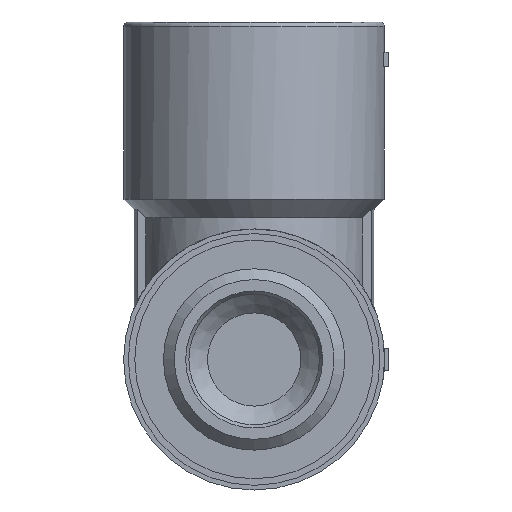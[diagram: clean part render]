
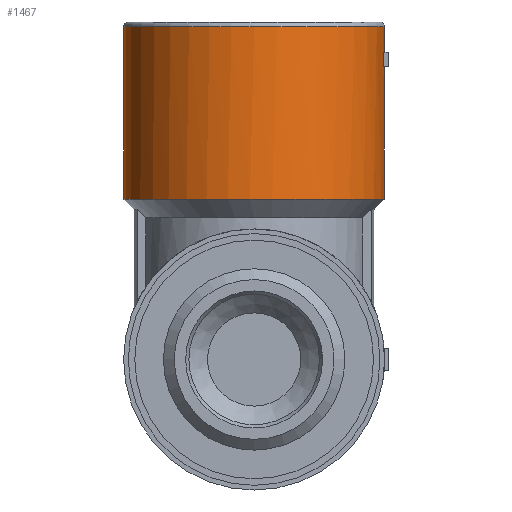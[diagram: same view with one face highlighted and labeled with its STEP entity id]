
A CAD part, front view. The second image highlights one B-rep face of the part: STEP entity #1467.
In plain terms, the highlighted cylindrical face has radius 7 mm (diameter 14 mm), a full revolution.
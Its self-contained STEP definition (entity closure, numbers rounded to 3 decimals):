
#134=LINE('',#2565,#222);
#135=LINE('',#2575,#223);
#136=LINE('',#2579,#224);
#137=LINE('',#2583,#225);
#222=VECTOR('',#1997,1000.);
#223=VECTOR('',#2006,1000.);
#224=VECTOR('',#2009,1000.);
#225=VECTOR('',#2012,1000.);
#270=ELLIPSE('',#1647,8.349,7.);
#271=ELLIPSE('',#1649,8.349,7.);
#546=ORIENTED_EDGE('',*,*,#731,.F.);
#547=ORIENTED_EDGE('',*,*,#838,.T.);
#548=ORIENTED_EDGE('',*,*,#839,.T.);
#549=ORIENTED_EDGE('',*,*,#840,.T.);
#550=ORIENTED_EDGE('',*,*,#841,.T.);
#551=ORIENTED_EDGE('',*,*,#842,.T.);
#552=ORIENTED_EDGE('',*,*,#843,.T.);
#553=ORIENTED_EDGE('',*,*,#844,.T.);
#554=ORIENTED_EDGE('',*,*,#845,.T.);
#555=ORIENTED_EDGE('',*,*,#846,.T.);
#556=ORIENTED_EDGE('',*,*,#847,.T.);
#557=ORIENTED_EDGE('',*,*,#848,.T.);
#558=ORIENTED_EDGE('',*,*,#837,.T.);
#731=EDGE_CURVE('',#927,#927,#1055,.T.);
#837=EDGE_CURVE('',#1003,#1003,#1107,.T.);
#838=EDGE_CURVE('',#1004,#1005,#1108,.T.);
#839=EDGE_CURVE('',#1005,#1006,#134,.T.);
#840=EDGE_CURVE('',#1006,#1007,#1109,.T.);
#841=EDGE_CURVE('',#1007,#1008,#270,.T.);
#842=EDGE_CURVE('',#1008,#1009,#1110,.T.);
#843=EDGE_CURVE('',#1009,#1010,#271,.T.);
#844=EDGE_CURVE('',#1010,#1011,#135,.T.);
#845=EDGE_CURVE('',#1011,#1012,#1111,.T.);
#846=EDGE_CURVE('',#1012,#1013,#136,.T.);
#847=EDGE_CURVE('',#1013,#1014,#1112,.T.);
#848=EDGE_CURVE('',#1014,#1004,#137,.F.);
#927=VERTEX_POINT('',#2265);
#1003=VERTEX_POINT('',#2560);
#1004=VERTEX_POINT('',#2563);
#1005=VERTEX_POINT('',#2564);
#1006=VERTEX_POINT('',#2566);
#1007=VERTEX_POINT('',#2568);
#1008=VERTEX_POINT('',#2570);
#1009=VERTEX_POINT('',#2572);
#1010=VERTEX_POINT('',#2574);
#1011=VERTEX_POINT('',#2576);
#1012=VERTEX_POINT('',#2578);
#1013=VERTEX_POINT('',#2580);
#1014=VERTEX_POINT('',#2582);
#1055=CIRCLE('',#1538,7.);
#1107=CIRCLE('',#1643,7.);
#1108=CIRCLE('',#1645,7.);
#1109=CIRCLE('',#1646,7.);
#1110=CIRCLE('',#1648,7.);
#1111=CIRCLE('',#1650,7.);
#1112=CIRCLE('',#1651,7.);
#1206=EDGE_LOOP('',(#546));
#1207=EDGE_LOOP('',(#547,#548,#549,#550,#551,#552,#553,#554,#555,#556,#557));
#1208=EDGE_LOOP('',(#558));
#1338=FACE_BOUND('',#1206,.T.);
#1339=FACE_BOUND('',#1207,.T.);
#1340=FACE_BOUND('',#1208,.T.);
#1402=CYLINDRICAL_SURFACE('',#1644,7.);
#1467=ADVANCED_FACE('',(#1338,#1339,#1340),#1402,.T.);
#1538=AXIS2_PLACEMENT_3D('',#2264,#1745,#1746);
#1643=AXIS2_PLACEMENT_3D('',#2559,#1991,#1992);
#1644=AXIS2_PLACEMENT_3D('',#2561,#1993,#1994);
#1645=AXIS2_PLACEMENT_3D('',#2562,#1995,#1996);
#1646=AXIS2_PLACEMENT_3D('',#2567,#1998,#1999);
#1647=AXIS2_PLACEMENT_3D('',#2569,#2000,#2001);
#1648=AXIS2_PLACEMENT_3D('',#2571,#2002,#2003);
#1649=AXIS2_PLACEMENT_3D('',#2573,#2004,#2005);
#1650=AXIS2_PLACEMENT_3D('',#2577,#2007,#2008);
#1651=AXIS2_PLACEMENT_3D('',#2581,#2010,#2011);
#1745=DIRECTION('',(0.,0.,-1.));
#1746=DIRECTION('',(-1.,0.,0.));
#1991=DIRECTION('',(0.,0.,-1.));
#1992=DIRECTION('',(-1.,0.,0.));
#1993=DIRECTION('',(0.,0.,-1.));
#1994=DIRECTION('',(-1.,0.,0.));
#1995=DIRECTION('',(0.,0.,1.));
#1996=DIRECTION('',(1.,0.,0.));
#1997=DIRECTION('',(0.,0.,-1.));
#1998=DIRECTION('',(0.,0.,1.));
#1999=DIRECTION('',(1.,0.,0.));
#2000=DIRECTION('',(0.,-0.545,-0.838));
#2001=DIRECTION('',(0.,0.838,-0.545));
#2002=DIRECTION('',(0.,0.,1.));
#2003=DIRECTION('',(1.,0.,0.));
#2004=DIRECTION('',(0.,0.545,0.838));
#2005=DIRECTION('',(0.,0.838,-0.545));
#2006=DIRECTION('',(0.,0.,-1.));
#2007=DIRECTION('',(0.,0.,-1.));
#2008=DIRECTION('',(-1.,0.,0.));
#2009=DIRECTION('',(0.,0.,-1.));
#2010=DIRECTION('',(0.,0.,-1.));
#2011=DIRECTION('',(-1.,0.,0.));
#2012=DIRECTION('',(0.,0.,-1.));
#2264=CARTESIAN_POINT('',(0.,11.2,8.6));
#2265=CARTESIAN_POINT('',(-7.,11.2,8.6));
#2559=CARTESIAN_POINT('',(0.,11.2,17.85));
#2560=CARTESIAN_POINT('',(-7.,11.2,17.85));
#2561=CARTESIAN_POINT('',(0.,11.2,0.));
#2562=CARTESIAN_POINT('',(0.,11.2,16.48));
#2563=CARTESIAN_POINT('',(6.948,10.35,16.48));
#2564=CARTESIAN_POINT('',(6.976,10.616,16.48));
#2565=CARTESIAN_POINT('',(6.976,10.616,0.));
#2566=CARTESIAN_POINT('',(6.976,10.616,16.233));
#2567=CARTESIAN_POINT('',(0.,11.2,16.233));
#2568=CARTESIAN_POINT('',(6.968,11.87,16.233));
#2569=CARTESIAN_POINT('',(0.,11.2,16.669));
#2570=CARTESIAN_POINT('',(6.994,11.49,16.48));
#2571=CARTESIAN_POINT('',(0.,11.2,16.48));
#2572=CARTESIAN_POINT('',(6.968,11.87,16.48));
#2573=CARTESIAN_POINT('',(0.,11.2,16.916));
#2574=CARTESIAN_POINT('',(6.921,12.25,16.233));
#2575=CARTESIAN_POINT('',(6.921,12.25,0.));
#2576=CARTESIAN_POINT('',(6.921,12.25,15.967));
#2577=CARTESIAN_POINT('',(0.,11.2,15.967));
#2578=CARTESIAN_POINT('',(6.976,10.616,15.967));
#2579=CARTESIAN_POINT('',(6.976,10.616,0.));
#2580=CARTESIAN_POINT('',(6.976,10.616,15.72));
#2581=CARTESIAN_POINT('',(0.,11.2,15.72));
#2582=CARTESIAN_POINT('',(6.948,10.35,15.72));
#2583=CARTESIAN_POINT('',(6.948,10.35,0.));
